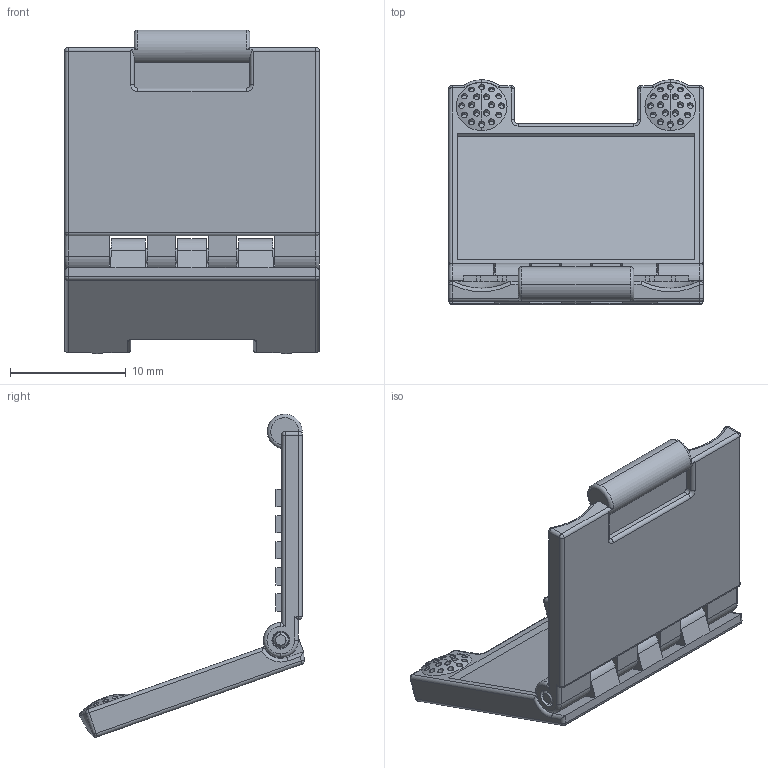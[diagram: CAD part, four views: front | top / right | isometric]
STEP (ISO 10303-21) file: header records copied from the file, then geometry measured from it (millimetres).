
FILE_DESCRIPTION (( 'STEP AP203' ), '1' );
FILE_NAME ('20095b.STEP', '2014-04-13T23:54:14', ( 'Nicholas Morozovsky' ), ( '' ), 'SwSTEP 2.0', 'SolidWorks 2012', '' );
FILE_SCHEMA (( 'CONFIG_CONTROL_DESIGN' ));
Length unit declared in the file: millimetre
Products named in the file (1): 20095b
Bounding box: 22 x 19.38 x 27.94 mm (x, y, z)
Volume: 1588.7 mm3; surface area: 2433.5 mm2
Topology: 3 solids, 3 shells, 498 faces, 1177 edges, 730 vertices
Faces by surface type: plane 280, cylinder 154, torus 30, sphere 18, cone 12, bspline 4
Entity records: 14690 total; most frequent: CARTESIAN_POINT 3388, ORIENTED_EDGE 2298, DIRECTION 2261, EDGE_CURVE 1149, LINE 755, VECTOR 755, AXIS2_PLACEMENT_3D 753, VERTEX_POINT 728
